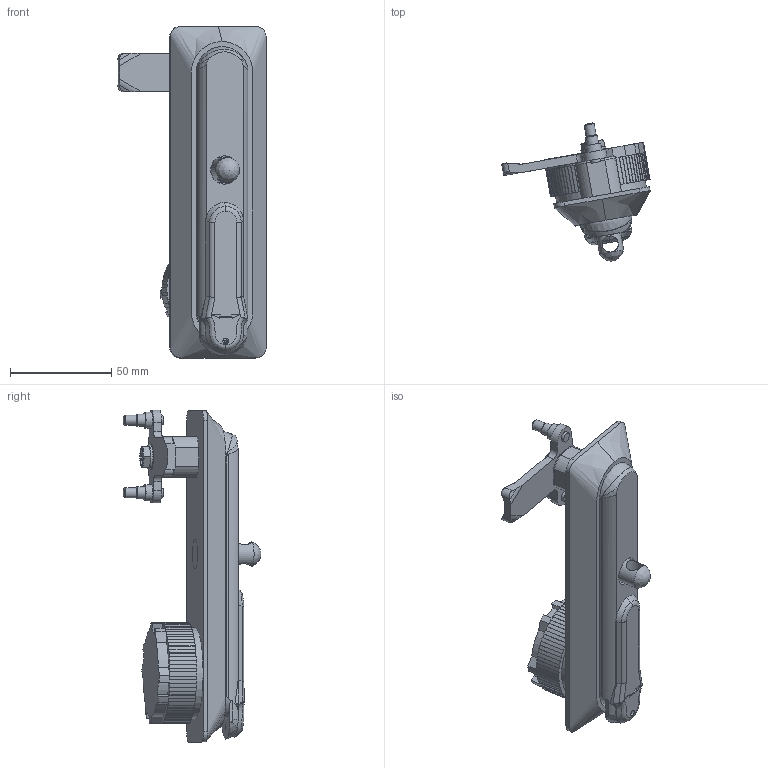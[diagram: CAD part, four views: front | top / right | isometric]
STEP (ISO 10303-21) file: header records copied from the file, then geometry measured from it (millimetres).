
FILE_DESCRIPTION(('STEP AP214'),'1');
FILE_NAME('001.01.06.1.step','2015-11-27T07:57:50',(' '),(' '),'Spatial InterOp 3D',' ',' ');
FILE_SCHEMA(('automotive_design'));
Length unit declared in the file: millimetre
Products named in the file (11): 1; 2; 3; 4; 5; 6; 7; 9; _899; _30
Bounding box: 73.31 x 68.25 x 164.25 mm (x, y, z)
Volume: 129196 mm3; surface area: 69921.7 mm2
Topology: 11 solids, 11 shells, 837 faces, 2385 edges, 1578 vertices
Faces by surface type: plane 542, cylinder 189, bspline 55, extrusion 22, cone 16, sphere 9, torus 4
Full cylindrical faces by diameter (mm): 2.5 x1, 3 x1, 3.3 x1, 4 x1, 4.1 x2, 4.2 x1, 4.8 x2, 5 x4, 5.3 x2, 6 x4, 6.1 x1, 7.2 x1, 8 x4, 10.2 x1, 12 x2, 12.2 x1, 12.5 x1, 13.5 x1, 13.8 x1, 14 x1, 14.8 x1, 15.2 x1, 16 x1, 45 x2
Entity records: 40978 total; most frequent: CARTESIAN_POINT 13043, ORIENTED_EDGE 4614, DIRECTION 4057, EDGE_CURVE 2307, VERTEX_POINT 1559, AXIS2_PLACEMENT_3D 1390, VECTOR 1277, LINE 1255
